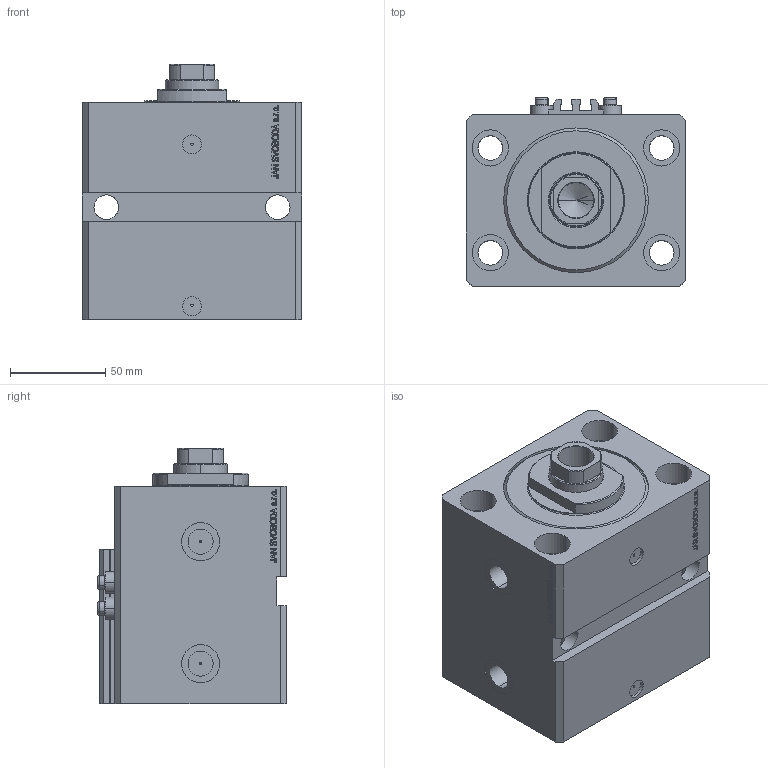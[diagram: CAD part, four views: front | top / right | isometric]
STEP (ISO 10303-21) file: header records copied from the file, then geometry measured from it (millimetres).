
FILE_DESCRIPTION (( 'STEP AP203' ), '1' );
FILE_NAME ('eba5.STEP', '2023-10-19T12:58:27', ( '' ), ( '' ), 'SwSTEP 2.0', 'SolidWorks 2019', '' );
FILE_SCHEMA (( 'CONFIG_CONTROL_DESIGN' ));
Length unit declared in the file: millimetre
Products named in the file (5): V250CE_E_Body 250eecdb32965f66d6459bf7a6de3a08; V250CE_C_VCP 250eecdb32965f66d6459bf7a6de3a08; eba5; V250CE_VC_E 250eecdb32965f66d6459bf7a6de3a08; ALLEN BOLT V250CE 250eecdb32965f66d6459bf7a6de3a08
Assembly tree (7 placements, depth 2):
  eba5
    V250CE_E_Body 250eecdb32965f66d6459bf7a6de3a08
    ALLEN BOLT V250CE 250eecdb32965f66d6459bf7a6de3a08  x4
    V250CE_C_VCP 250eecdb32965f66d6459bf7a6de3a08
    V250CE_VC_E 250eecdb32965f66d6459bf7a6de3a08
Bounding box: 115 x 99 x 134 mm (x, y, z)
Volume: 1017769.3 mm3; surface area: 163710.2 mm2
Topology: 8 solids, 8 shells, 1123 faces, 2816 edges, 1831 vertices
Faces by surface type: plane 547, bspline 368, cylinder 138, cone 56, torus 14
Entity records: 49206 total; most frequent: CARTESIAN_POINT 25707, ORIENTED_EDGE 5322, DIRECTION 3495, EDGE_CURVE 2661, VERTEX_POINT 1747, VECTOR 1625, LINE 1625, EDGE_LOOP 1192
